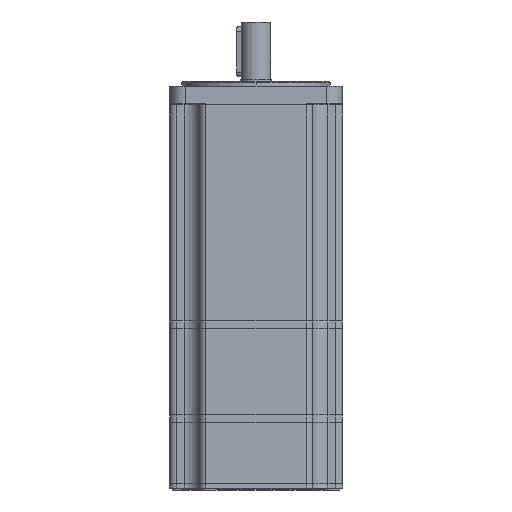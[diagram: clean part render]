
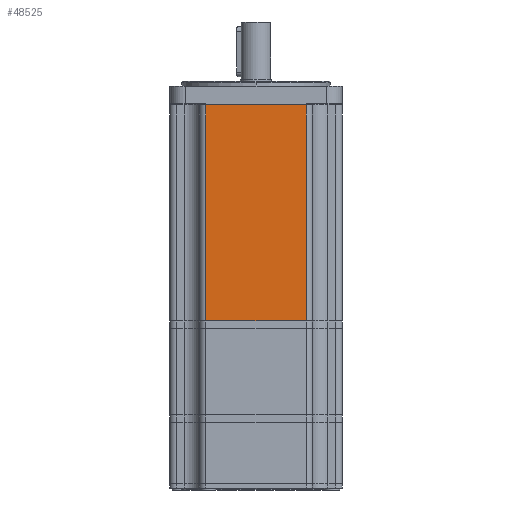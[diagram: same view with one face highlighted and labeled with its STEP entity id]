
A CAD part, left-side view. The second image highlights one B-rep face of the part: STEP entity #48525.
In plain terms, the highlighted planar face has unit normal (-1, 0, 0).
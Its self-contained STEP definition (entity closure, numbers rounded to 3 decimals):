
#248 = DIRECTION ( 'NONE',  ( 0., -1., 0. ) ) ;
#573 = VECTOR ( 'NONE', #46022, 1000. ) ;
#3694 = CARTESIAN_POINT ( 'NONE',  ( -55., 32., 138. ) ) ;
#5953 = VERTEX_POINT ( 'NONE', #3694 ) ;
#6708 = CARTESIAN_POINT ( 'NONE',  ( -55., 32., 138. ) ) ;
#6795 = FACE_OUTER_BOUND ( 'NONE', #12317, .T. ) ;
#12317 = EDGE_LOOP ( 'NONE', ( #54819, #33657, #54164, #29860 ) ) ;
#12378 = AXIS2_PLACEMENT_3D ( 'NONE', #39858, #13669, #52954 ) ;
#13593 = CARTESIAN_POINT ( 'NONE',  ( -55., 32., 0. ) ) ;
#13669 = DIRECTION ( 'NONE',  ( 1., 0., 0. ) ) ;
#13882 = CARTESIAN_POINT ( 'NONE',  ( -55., 32., 138. ) ) ;
#18548 = DIRECTION ( 'NONE',  ( 0., -1., 0. ) ) ;
#20720 = CARTESIAN_POINT ( 'NONE',  ( -55., -32., 138. ) ) ;
#21873 = VERTEX_POINT ( 'NONE', #29037 ) ;
#22624 = PLANE ( 'NONE',  #12378 ) ;
#22945 = CARTESIAN_POINT ( 'NONE',  ( -55., -32., 0. ) ) ;
#23771 = VECTOR ( 'NONE', #18548, 1000. ) ;
#23982 = VERTEX_POINT ( 'NONE', #13593 ) ;
#29037 = CARTESIAN_POINT ( 'NONE',  ( -55., -32., 138. ) ) ;
#29860 = ORIENTED_EDGE ( 'NONE', *, *, #48755, .T. ) ;
#31476 = LINE ( 'NONE', #20720, #38315 ) ;
#33657 = ORIENTED_EDGE ( 'NONE', *, *, #56845, .F. ) ;
#34335 = LINE ( 'NONE', #49364, #41232 ) ;
#35054 = LINE ( 'NONE', #6708, #573 ) ;
#35801 = VERTEX_POINT ( 'NONE', #22945 ) ;
#36783 = LINE ( 'NONE', #13882, #23771 ) ;
#38315 = VECTOR ( 'NONE', #56468, 1000. ) ;
#39858 = CARTESIAN_POINT ( 'NONE',  ( -55., 32., 138. ) ) ;
#41232 = VECTOR ( 'NONE', #248, 1000. ) ;
#45194 = EDGE_CURVE ( 'NONE', #5953, #21873, #36783, .T. ) ;
#46022 = DIRECTION ( 'NONE',  ( 0., 0., -1. ) ) ;
#48525 = ADVANCED_FACE ( 'NONE', ( #6795 ), #22624, .F. ) ;
#48755 = EDGE_CURVE ( 'NONE', #5953, #23982, #35054, .T. ) ;
#49364 = CARTESIAN_POINT ( 'NONE',  ( -55., 32., 0. ) ) ;
#52954 = DIRECTION ( 'NONE',  ( 0., 1., 0. ) ) ;
#54031 = EDGE_CURVE ( 'NONE', #23982, #35801, #34335, .T. ) ;
#54164 = ORIENTED_EDGE ( 'NONE', *, *, #45194, .F. ) ;
#54819 = ORIENTED_EDGE ( 'NONE', *, *, #54031, .T. ) ;
#56468 = DIRECTION ( 'NONE',  ( 0., 0., -1. ) ) ;
#56845 = EDGE_CURVE ( 'NONE', #21873, #35801, #31476, .T. ) ;
